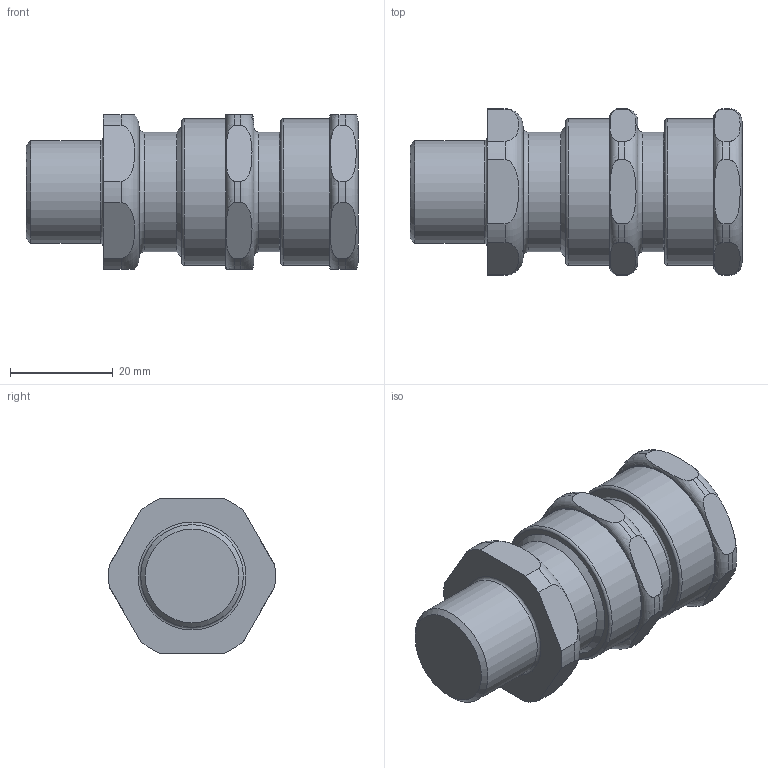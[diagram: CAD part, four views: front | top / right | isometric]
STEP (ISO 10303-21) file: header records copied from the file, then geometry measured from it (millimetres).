
FILE_DESCRIPTION(/* description */ (''),/* implementation_level */ '2;1');
FILE_NAME(/* name */ '501 423 A M20.stp',/* time_stamp */ '2020-10-07T18:56:28+05:00',/* author */ ('jgandhi'),/* organization */ (''),/* preprocessor_version */ 'ST-DEVELOPER v18',/* originating_system */ 'Autodesk Inventor 2020',/* authorisation */ '');
FILE_SCHEMA (('AUTOMOTIVE_DESIGN { 1 0 10303 214 3 1 1 }'));
Length unit declared in the file: millimetre
Products named in the file (1): 501 423 A M20
Bounding box: 64.62 x 32.47 x 30 mm (x, y, z)
Volume: 50003.3 mm3; surface area: 16052 mm2
Topology: 8 solids, 8 shells, 179 faces, 490 edges, 332 vertices
Faces by surface type: plane 73, torus 42, cylinder 41, cone 23
Full cylindrical faces by diameter (mm): 14.3 x2, 20 x1, 20.75 x2, 20.9 x4, 23 x2, 23.3 x2, 25.4 x2, 28.55 x2
Entity records: 6907 total; most frequent: CARTESIAN_POINT 2047, DIRECTION 1024, ORIENTED_EDGE 980, EDGE_CURVE 490, AXIS2_PLACEMENT_3D 453, VERTEX_POINT 332, CIRCLE 273, EDGE_LOOP 188
